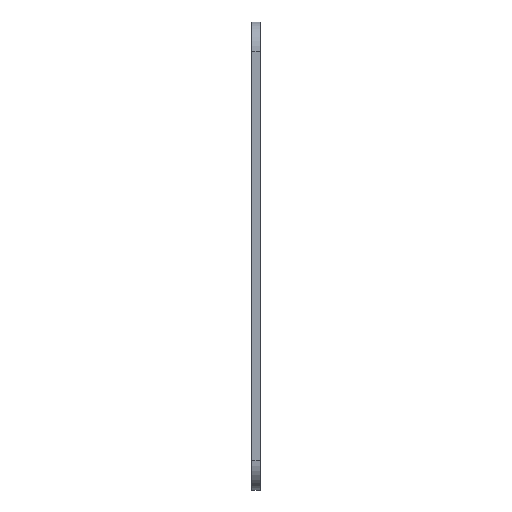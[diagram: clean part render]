
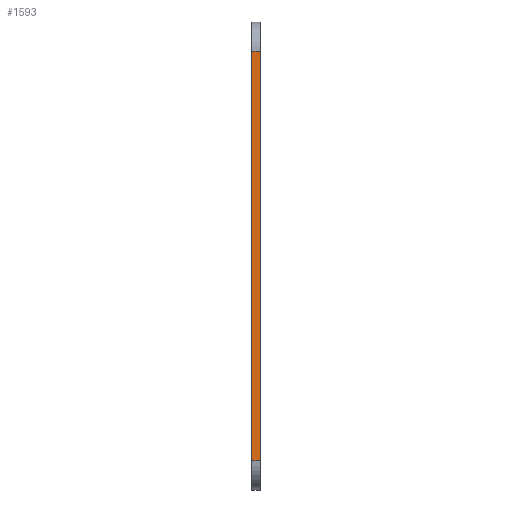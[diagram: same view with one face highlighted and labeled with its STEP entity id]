
A CAD part, left-side view. The second image highlights one B-rep face of the part: STEP entity #1593.
In plain terms, the highlighted planar face has unit normal (-1, 0, 0).
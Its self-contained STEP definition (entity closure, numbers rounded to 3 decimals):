
#41=PLANE('',#1731);
#85=FACE_OUTER_BOUND('',#179,.T.);
#179=EDGE_LOOP('',(#1161,#1162,#1163,#1164));
#276=LINE('',#2359,#436);
#314=LINE('',#2510,#474);
#315=LINE('',#2513,#475);
#316=LINE('',#2514,#476);
#436=VECTOR('',#1870,10.);
#474=VECTOR('',#1986,10.);
#475=VECTOR('',#1989,10.);
#476=VECTOR('',#1990,10.);
#678=VERTEX_POINT('',#2356);
#679=VERTEX_POINT('',#2358);
#752=VERTEX_POINT('',#2506);
#754=VERTEX_POINT('',#2512);
#840=EDGE_CURVE('',#678,#679,#276,.T.);
#916=EDGE_CURVE('',#679,#752,#314,.T.);
#917=EDGE_CURVE('',#754,#678,#315,.T.);
#918=EDGE_CURVE('',#752,#754,#316,.T.);
#1161=ORIENTED_EDGE('',*,*,#916,.F.);
#1162=ORIENTED_EDGE('',*,*,#840,.F.);
#1163=ORIENTED_EDGE('',*,*,#917,.F.);
#1164=ORIENTED_EDGE('',*,*,#918,.F.);
#1593=ADVANCED_FACE('',(#85),#41,.T.);
#1731=AXIS2_PLACEMENT_3D('',#2511,#1987,#1988);
#1870=DIRECTION('',(0.,0.,-1.));
#1986=DIRECTION('',(0.,1.,0.));
#1987=DIRECTION('center_axis',(-1.,0.,0.));
#1988=DIRECTION('ref_axis',(0.,0.,1.));
#1989=DIRECTION('',(0.,-1.,0.));
#1990=DIRECTION('',(0.,0.,1.));
#2356=CARTESIAN_POINT('',(-12.209,0.,42.736));
#2358=CARTESIAN_POINT('',(-12.209,0.,-27.264));
#2359=CARTESIAN_POINT('',(-12.209,0.,47.736));
#2506=CARTESIAN_POINT('',(-12.209,1.5,-27.264));
#2510=CARTESIAN_POINT('',(-12.209,0.,-27.264));
#2511=CARTESIAN_POINT('Origin',(-12.209,0.,-32.264));
#2512=CARTESIAN_POINT('',(-12.209,1.5,42.736));
#2513=CARTESIAN_POINT('',(-12.209,0.,42.736));
#2514=CARTESIAN_POINT('',(-12.209,1.5,47.736));
